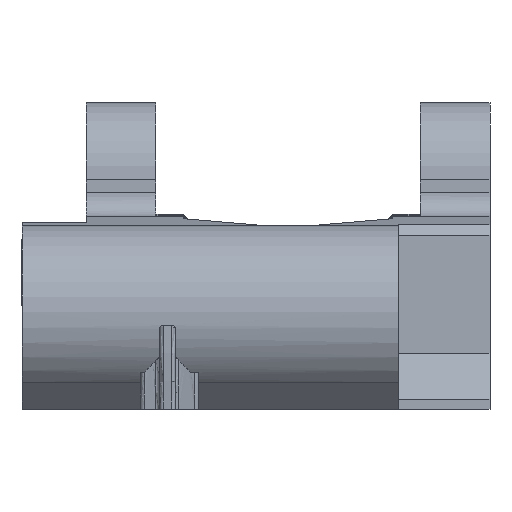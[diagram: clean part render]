
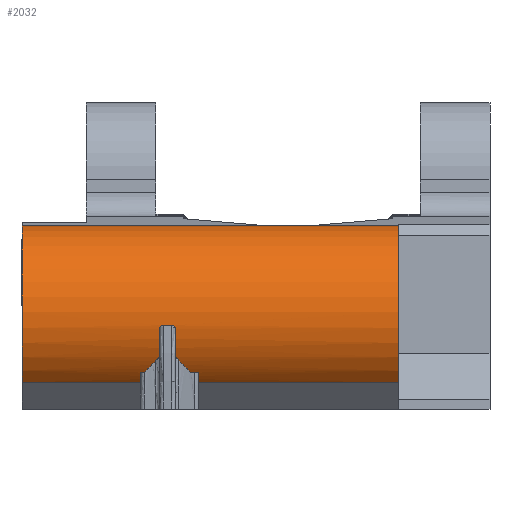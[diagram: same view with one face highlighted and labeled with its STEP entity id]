
A CAD part, front view. The second image highlights one B-rep face of the part: STEP entity #2032.
In plain terms, the highlighted cylindrical face has radius 5 mm (diameter 10 mm), a partial arc.
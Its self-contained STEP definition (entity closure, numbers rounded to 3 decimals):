
#119=ELLIPSE('',#2181,7.071,5.);
#120=ELLIPSE('',#2183,7.071,5.);
#128=LINE('',#2961,#339);
#131=LINE('',#2994,#342);
#165=LINE('',#3198,#376);
#166=LINE('',#3207,#377);
#167=LINE('',#3211,#378);
#168=LINE('',#3215,#379);
#339=VECTOR('',#2353,10.);
#342=VECTOR('',#2364,10.);
#376=VECTOR('',#2442,10.);
#377=VECTOR('',#2455,10.);
#378=VECTOR('',#2458,10.);
#379=VECTOR('',#2461,10.);
#552=CYLINDRICAL_SURFACE('',#2184,5.);
#585=FACE_OUTER_BOUND('',#701,.T.);
#701=EDGE_LOOP('',(#1503,#1504,#1505,#1506,#1507,#1508,#1509,#1510,#1511,
#1512,#1513,#1514,#1515,#1516,#1517,#1518));
#811=CIRCLE('',#2166,5.);
#815=CIRCLE('',#2173,5.);
#817=CIRCLE('',#2185,5.);
#818=CIRCLE('',#2186,5.);
#819=CIRCLE('',#2187,5.);
#820=CIRCLE('',#2188,5.);
#878=B_SPLINE_CURVE_WITH_KNOTS('',3,(#3095,#3096,#3097,#3098,#3099,#3100,
#3101,#3102,#3103,#3104),.UNSPECIFIED.,.F.,.F.,(4,2,2,2,4),(-0.03,
-0.023,-0.015,-0.008,0.),
 .UNSPECIFIED.);
#881=B_SPLINE_CURVE_WITH_KNOTS('',3,(#3141,#3142,#3143,#3144,#3145,#3146,
#3147,#3148,#3149,#3150),.UNSPECIFIED.,.F.,.F.,(4,2,2,2,4),(0.061,
0.068,0.076,0.083,0.091),
 .UNSPECIFIED.);
#895=VERTEX_POINT('',#2958);
#896=VERTEX_POINT('',#2960);
#901=VERTEX_POINT('',#2991);
#902=VERTEX_POINT('',#2993);
#909=VERTEX_POINT('',#3051);
#910=VERTEX_POINT('',#3053);
#917=VERTEX_POINT('',#3092);
#918=VERTEX_POINT('',#3094);
#919=VERTEX_POINT('',#3108);
#922=VERTEX_POINT('',#3140);
#943=VERTEX_POINT('',#3204);
#944=VERTEX_POINT('',#3206);
#945=VERTEX_POINT('',#3208);
#946=VERTEX_POINT('',#3210);
#947=VERTEX_POINT('',#3212);
#948=VERTEX_POINT('',#3214);
#1092=EDGE_CURVE('',#896,#895,#128,.T.);
#1099=EDGE_CURVE('',#902,#901,#131,.T.);
#1111=EDGE_CURVE('',#910,#909,#811,.T.);
#1120=EDGE_CURVE('',#917,#918,#878,.F.);
#1123=EDGE_CURVE('',#919,#918,#815,.T.);
#1128=EDGE_CURVE('',#910,#922,#881,.F.);
#1153=EDGE_CURVE('',#917,#922,#165,.T.);
#1154=EDGE_CURVE('',#901,#919,#119,.T.);
#1155=EDGE_CURVE('',#909,#896,#120,.T.);
#1156=EDGE_CURVE('',#895,#943,#817,.T.);
#1157=EDGE_CURVE('',#943,#944,#166,.T.);
#1158=EDGE_CURVE('',#945,#944,#818,.T.);
#1159=EDGE_CURVE('',#946,#945,#167,.T.);
#1160=EDGE_CURVE('',#946,#947,#819,.T.);
#1161=EDGE_CURVE('',#947,#948,#168,.T.);
#1162=EDGE_CURVE('',#948,#902,#820,.T.);
#1503=ORIENTED_EDGE('',*,*,#1154,.T.);
#1504=ORIENTED_EDGE('',*,*,#1123,.T.);
#1505=ORIENTED_EDGE('',*,*,#1120,.F.);
#1506=ORIENTED_EDGE('',*,*,#1153,.T.);
#1507=ORIENTED_EDGE('',*,*,#1128,.F.);
#1508=ORIENTED_EDGE('',*,*,#1111,.T.);
#1509=ORIENTED_EDGE('',*,*,#1155,.T.);
#1510=ORIENTED_EDGE('',*,*,#1092,.T.);
#1511=ORIENTED_EDGE('',*,*,#1156,.T.);
#1512=ORIENTED_EDGE('',*,*,#1157,.T.);
#1513=ORIENTED_EDGE('',*,*,#1158,.F.);
#1514=ORIENTED_EDGE('',*,*,#1159,.F.);
#1515=ORIENTED_EDGE('',*,*,#1160,.T.);
#1516=ORIENTED_EDGE('',*,*,#1161,.T.);
#1517=ORIENTED_EDGE('',*,*,#1162,.T.);
#1518=ORIENTED_EDGE('',*,*,#1099,.T.);
#2032=ADVANCED_FACE('',(#585),#552,.T.);
#2166=AXIS2_PLACEMENT_3D('',#3054,#2384,#2385);
#2173=AXIS2_PLACEMENT_3D('',#3109,#2403,#2404);
#2181=AXIS2_PLACEMENT_3D('',#3200,#2445,#2446);
#2183=AXIS2_PLACEMENT_3D('',#3202,#2449,#2450);
#2184=AXIS2_PLACEMENT_3D('',#3203,#2451,#2452);
#2185=AXIS2_PLACEMENT_3D('',#3205,#2453,#2454);
#2186=AXIS2_PLACEMENT_3D('',#3209,#2456,#2457);
#2187=AXIS2_PLACEMENT_3D('',#3213,#2459,#2460);
#2188=AXIS2_PLACEMENT_3D('',#3216,#2462,#2463);
#2353=DIRECTION('',(1.,0.,0.));
#2364=DIRECTION('',(1.,0.,0.));
#2384=DIRECTION('center_axis',(1.,0.,0.));
#2385=DIRECTION('ref_axis',(0.,-0.716,0.698));
#2403=DIRECTION('center_axis',(-1.,0.,0.));
#2404=DIRECTION('ref_axis',(0.,-0.716,0.698));
#2442=DIRECTION('',(1.,0.,0.));
#2445=DIRECTION('center_axis',(-0.707,0.,0.707));
#2446=DIRECTION('ref_axis',(0.707,0.,0.707));
#2449=DIRECTION('center_axis',(0.707,0.,0.707));
#2450=DIRECTION('ref_axis',(-0.707,0.,0.707));
#2451=DIRECTION('center_axis',(1.,0.,0.));
#2452=DIRECTION('ref_axis',(0.,-0.716,0.698));
#2453=DIRECTION('center_axis',(1.,0.,0.));
#2454=DIRECTION('ref_axis',(0.,-0.716,0.698));
#2455=DIRECTION('',(1.,0.,0.));
#2456=DIRECTION('center_axis',(1.,0.,0.));
#2457=DIRECTION('ref_axis',(0.,1.,0.));
#2458=DIRECTION('',(1.,0.,0.));
#2459=DIRECTION('center_axis',(1.,0.,0.));
#2460=DIRECTION('ref_axis',(0.,-0.716,0.698));
#2461=DIRECTION('',(1.,0.,0.));
#2462=DIRECTION('center_axis',(-1.,0.,0.));
#2463=DIRECTION('ref_axis',(0.,-0.716,0.698));
#2958=CARTESIAN_POINT('',(24.6,-4.,2.));
#2960=CARTESIAN_POINT('',(24.2,-4.,2.));
#2961=CARTESIAN_POINT('',(15.,-4.,2.));
#2991=CARTESIAN_POINT('',(21.65,-4.,2.));
#2993=CARTESIAN_POINT('',(21.45,-4.,2.));
#2994=CARTESIAN_POINT('',(15.,-4.,2.));
#3051=CARTESIAN_POINT('',(23.35,-4.514,2.85));
#3053=CARTESIAN_POINT('',(23.35,-4.961,4.375));
#3054=CARTESIAN_POINT('Origin',(23.35,0.,5.));
#3092=CARTESIAN_POINT('',(22.7,-4.982,4.575));
#3094=CARTESIAN_POINT('',(22.5,-4.961,4.375));
#3095=CARTESIAN_POINT('Ctrl Pts',(22.5,-4.961,4.375));
#3096=CARTESIAN_POINT('Ctrl Pts',(22.5,-4.964,4.4));
#3097=CARTESIAN_POINT('Ctrl Pts',(22.505,-4.967,4.427));
#3098=CARTESIAN_POINT('Ctrl Pts',(22.525,-4.973,4.476));
#3099=CARTESIAN_POINT('Ctrl Pts',(22.541,-4.975,4.499));
#3100=CARTESIAN_POINT('Ctrl Pts',(22.576,-4.978,4.534));
#3101=CARTESIAN_POINT('Ctrl Pts',(22.599,-4.98,4.55));
#3102=CARTESIAN_POINT('Ctrl Pts',(22.648,-4.981,4.57));
#3103=CARTESIAN_POINT('Ctrl Pts',(22.675,-4.982,4.575));
#3104=CARTESIAN_POINT('Ctrl Pts',(22.7,-4.982,4.575));
#3108=CARTESIAN_POINT('',(22.5,-4.514,2.85));
#3109=CARTESIAN_POINT('Origin',(22.5,0.,5.));
#3140=CARTESIAN_POINT('',(23.15,-4.982,4.575));
#3141=CARTESIAN_POINT('Ctrl Pts',(23.15,-4.982,4.575));
#3142=CARTESIAN_POINT('Ctrl Pts',(23.175,-4.982,4.575));
#3143=CARTESIAN_POINT('Ctrl Pts',(23.202,-4.981,4.57));
#3144=CARTESIAN_POINT('Ctrl Pts',(23.251,-4.98,4.55));
#3145=CARTESIAN_POINT('Ctrl Pts',(23.274,-4.978,4.534));
#3146=CARTESIAN_POINT('Ctrl Pts',(23.309,-4.975,4.499));
#3147=CARTESIAN_POINT('Ctrl Pts',(23.325,-4.973,4.476));
#3148=CARTESIAN_POINT('Ctrl Pts',(23.345,-4.967,4.427));
#3149=CARTESIAN_POINT('Ctrl Pts',(23.35,-4.964,4.4));
#3150=CARTESIAN_POINT('Ctrl Pts',(23.35,-4.961,4.375));
#3198=CARTESIAN_POINT('',(15.,-4.982,4.575));
#3200=CARTESIAN_POINT('Origin',(24.65,0.,5.));
#3202=CARTESIAN_POINT('Origin',(21.2,0.,5.));
#3203=CARTESIAN_POINT('Origin',(15.,0.,5.));
#3204=CARTESIAN_POINT('',(24.6,-3.536,1.464));
#3205=CARTESIAN_POINT('Origin',(24.6,0.,5.));
#3206=CARTESIAN_POINT('',(35.5,-3.536,1.464));
#3207=CARTESIAN_POINT('',(15.,-3.536,1.464));
#3208=CARTESIAN_POINT('',(35.5,2.415,9.378));
#3209=CARTESIAN_POINT('Origin',(35.5,0.,5.));
#3210=CARTESIAN_POINT('',(15.,2.415,9.378));
#3211=CARTESIAN_POINT('',(15.,2.415,9.378));
#3212=CARTESIAN_POINT('',(15.,-3.536,1.464));
#3213=CARTESIAN_POINT('Origin',(15.,0.,5.));
#3214=CARTESIAN_POINT('',(21.45,-3.536,1.464));
#3215=CARTESIAN_POINT('',(15.,-3.536,1.464));
#3216=CARTESIAN_POINT('Origin',(21.45,0.,5.));
